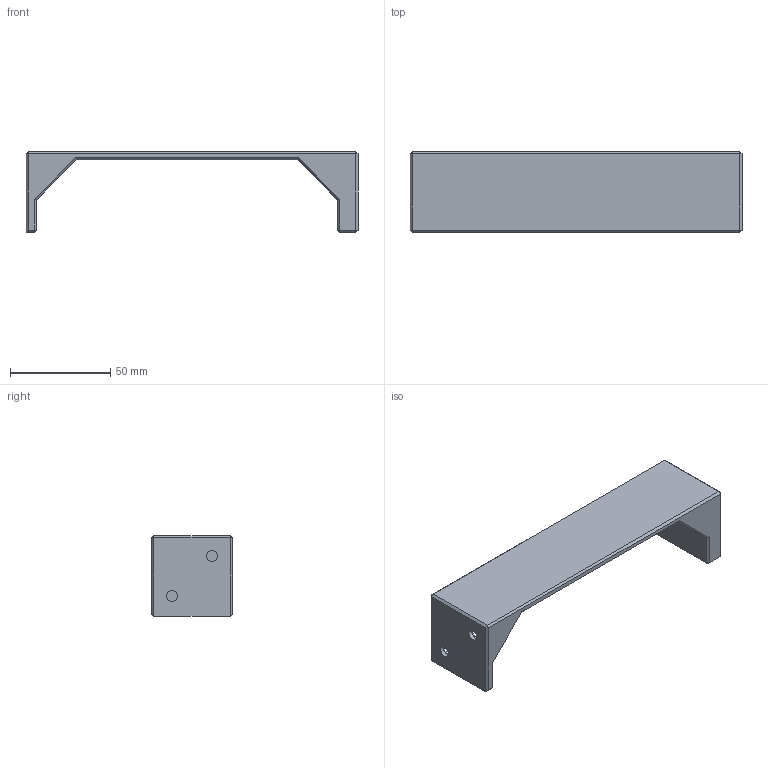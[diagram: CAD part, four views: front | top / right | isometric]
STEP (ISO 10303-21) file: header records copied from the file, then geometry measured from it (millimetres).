
FILE_DESCRIPTION(/* description */ (''),/* implementation_level */ '2;1');
FILE_NAME(/* name */ 'Electronics Base v1.step',/* time_stamp */ '2021-06-14T11:25:53+02:00',/* author */ (''),/* organization */ (''),/* preprocessor_version */ 'ST-DEVELOPER v18.1',/* originating_system */ 'Autodesk Translation Framework v10.9.0.1377',/* authorisation */ '');
FILE_SCHEMA (('AUTOMOTIVE_DESIGN { 1 0 10303 214 3 1 1 }'));
Length unit declared in the file: millimetre
Products named in the file (1): Electronics Base
Bounding box: 165.2 x 40 x 40 mm (x, y, z)
Volume: 50650.4 mm3; surface area: 22552.2 mm2
Topology: 1 solids, 1 shells, 65 faces, 143 edges, 81 vertices
Faces by surface type: plane 61, cylinder 4
Full cylindrical faces by diameter (mm): 5.5 x2, 12 x2
Entity records: 1745 total; most frequent: CARTESIAN_POINT 290, ORIENTED_EDGE 286, DIRECTION 286, EDGE_CURVE 143, LINE 132, VECTOR 132, VERTEX_POINT 81, AXIS2_PLACEMENT_3D 77
